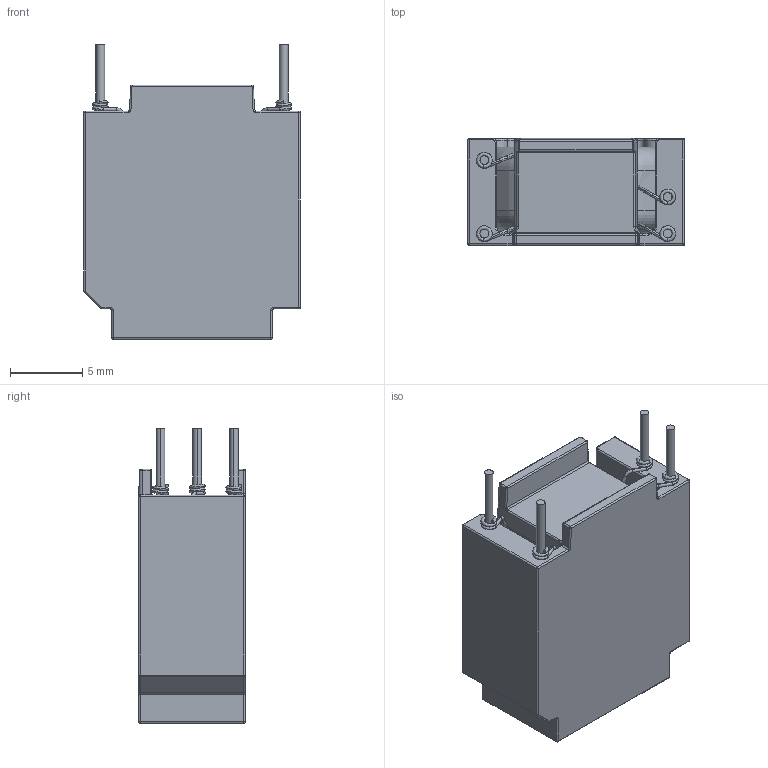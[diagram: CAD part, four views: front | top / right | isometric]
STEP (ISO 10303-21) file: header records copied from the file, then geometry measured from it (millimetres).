
FILE_DESCRIPTION((''),'2;1');
FILE_NAME('B82791H','2021-07-28T',('ea6495'),(''),'CREO PARAMETRIC BY PTC INC, 2017170','CREO PARAMETRIC BY PTC INC, 2017170','');
FILE_SCHEMA(('AUTOMOTIVE_DESIGN { 1 0 10303 214 1 1 1 1 }'));
Length unit declared in the file: millimetre
Products named in the file (1): B82791H
Bounding box: 15 x 7.4 x 20.4 mm (x, y, z)
Volume: 1372.9 mm3; surface area: 1882 mm2
Topology: 1 solids, 1 shells, 395 faces, 939 edges, 540 vertices
Faces by surface type: cylinder 169, bspline 78, torus 64, plane 60, sphere 24
Entity records: 21608 total; most frequent: CARTESIAN_POINT 9766, ORIENTED_EDGE 1878, DIRECTION 1763, EDGE_CURVE 939, AXIS2_PLACEMENT_3D 724, VERTEX_POINT 540, EDGE_LOOP 413, FILL_AREA_STYLE_COLOUR 411
